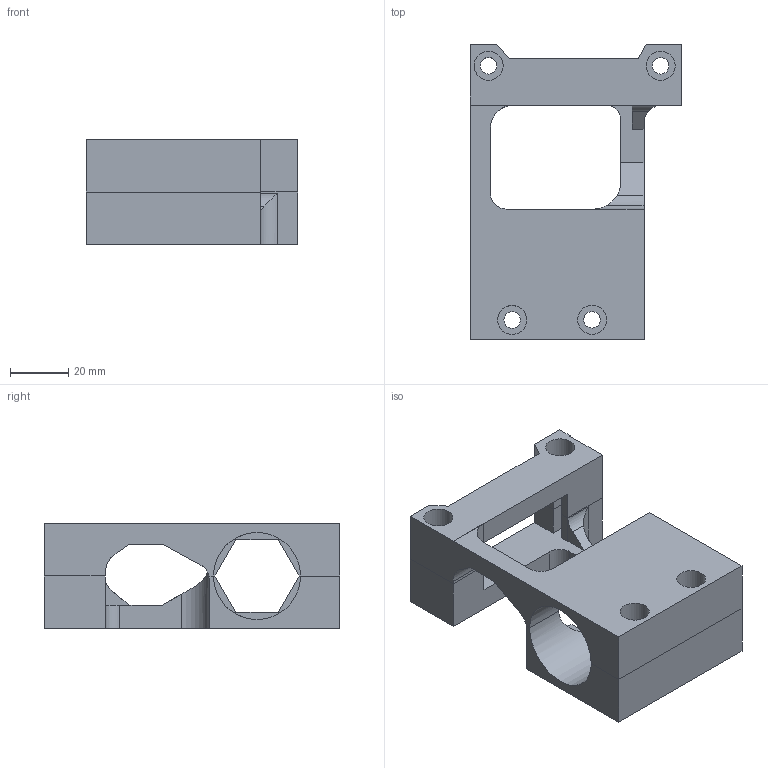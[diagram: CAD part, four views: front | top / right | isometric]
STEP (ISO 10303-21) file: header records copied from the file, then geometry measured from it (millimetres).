
FILE_DESCRIPTION(/* description */ (''),/* implementation_level */ '2;1');
FILE_NAME(/* name */ 'Base servoval v1.step',/* time_stamp */ '2025-04-16T11:07:41-04:00',/* author */ (''),/* organization */ (''),/* preprocessor_version */ 'ST-DEVELOPER v20.1',/* originating_system */ 'Autodesk Translation Framework v14.4.0.0',/* authorisation */ '');
FILE_SCHEMA (('AUTOMOTIVE_DESIGN { 1 0 10303 214 3 1 1 }'));
Length unit declared in the file: millimetre
Products named in the file (1): Base servoval
Bounding box: 73.06 x 101.81 x 36 mm (x, y, z)
Volume: 87557 mm3; surface area: 35513.1 mm2
Topology: 2 solids, 2 shells, 163 faces, 453 edges, 302 vertices
Faces by surface type: plane 125, cylinder 38
Full cylindrical faces by diameter (mm): 5.7 x8, 10 x4
Entity records: 5315 total; most frequent: CARTESIAN_POINT 1005, ORIENTED_EDGE 906, DIRECTION 847, EDGE_CURVE 453, LINE 371, VECTOR 371, VERTEX_POINT 302, AXIS2_PLACEMENT_3D 238
